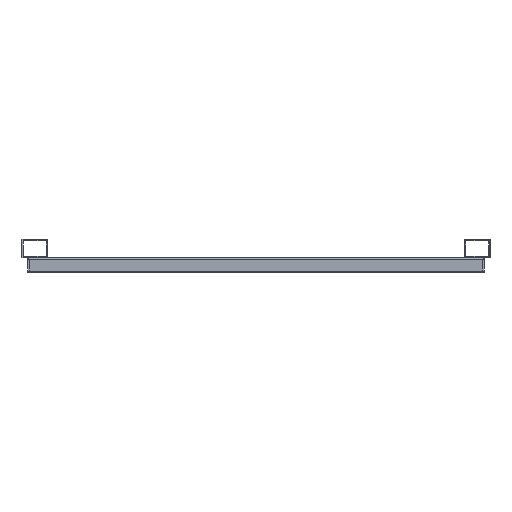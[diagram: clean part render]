
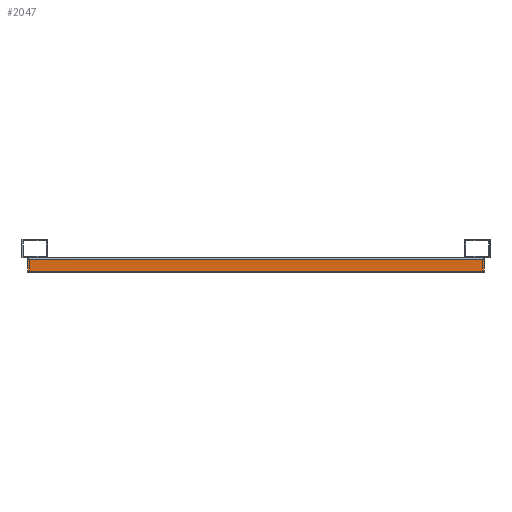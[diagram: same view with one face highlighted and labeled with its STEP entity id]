
A CAD part, left-side view. The second image highlights one B-rep face of the part: STEP entity #2047.
In plain terms, the highlighted planar face has unit normal (-1, 0, 0).
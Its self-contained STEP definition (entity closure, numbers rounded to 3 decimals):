
#56 = ORIENTED_EDGE ( 'NONE', *, *, #2171, .F. ) ;
#127 = CARTESIAN_POINT ( 'NONE',  ( -410., -310., 8. ) ) ;
#213 = VERTEX_POINT ( 'NONE', #3490 ) ;
#240 = VECTOR ( 'NONE', #1283, 1000. ) ;
#370 = LINE ( 'NONE', #3165, #1296 ) ;
#496 = VERTEX_POINT ( 'NONE', #951 ) ;
#518 = AXIS2_PLACEMENT_3D ( 'NONE', #1787, #1521, #3138 ) ;
#651 = EDGE_CURVE ( 'NONE', #213, #1922, #2830, .T. ) ;
#689 = DIRECTION ( 'NONE',  ( 0., 0., -1. ) ) ;
#951 = CARTESIAN_POINT ( 'NONE',  ( -410., 310., 8. ) ) ;
#1000 = CARTESIAN_POINT ( 'NONE',  ( -410., 300., 8. ) ) ;
#1180 = VERTEX_POINT ( 'NONE', #127 ) ;
#1245 = PLANE ( 'NONE',  #518 ) ;
#1283 = DIRECTION ( 'NONE',  ( 0., -1., 0. ) ) ;
#1296 = VECTOR ( 'NONE', #689, 1000. ) ;
#1521 = DIRECTION ( 'NONE',  ( 1., 0., 0. ) ) ;
#1680 = LINE ( 'NONE', #1000, #240 ) ;
#1787 = CARTESIAN_POINT ( 'NONE',  ( -410., 300., -8. ) ) ;
#1852 = DIRECTION ( 'NONE',  ( 0., -1., 0. ) ) ;
#1914 = EDGE_LOOP ( 'NONE', ( #2303, #56, #3204, #3002 ) ) ;
#1922 = VERTEX_POINT ( 'NONE', #2839 ) ;
#2047 = ADVANCED_FACE ( 'NONE', ( #3584 ), #1245, .F. ) ;
#2070 = LINE ( 'NONE', #3278, #2117 ) ;
#2114 = EDGE_CURVE ( 'NONE', #1180, #1922, #370, .T. ) ;
#2117 = VECTOR ( 'NONE', #2439, 1000. ) ;
#2171 = EDGE_CURVE ( 'NONE', #496, #1180, #1680, .T. ) ;
#2303 = ORIENTED_EDGE ( 'NONE', *, *, #2114, .F. ) ;
#2439 = DIRECTION ( 'NONE',  ( 0., 0., 1. ) ) ;
#2567 = VECTOR ( 'NONE', #1852, 1000. ) ;
#2735 = EDGE_CURVE ( 'NONE', #213, #496, #2070, .T. ) ;
#2830 = LINE ( 'NONE', #3515, #2567 ) ;
#2839 = CARTESIAN_POINT ( 'NONE',  ( -410., -310., -8. ) ) ;
#3002 = ORIENTED_EDGE ( 'NONE', *, *, #651, .T. ) ;
#3138 = DIRECTION ( 'NONE',  ( 0., 0., -1. ) ) ;
#3165 = CARTESIAN_POINT ( 'NONE',  ( -410., -310., -8. ) ) ;
#3204 = ORIENTED_EDGE ( 'NONE', *, *, #2735, .F. ) ;
#3278 = CARTESIAN_POINT ( 'NONE',  ( -410., 310., -8. ) ) ;
#3490 = CARTESIAN_POINT ( 'NONE',  ( -410., 310., -8. ) ) ;
#3515 = CARTESIAN_POINT ( 'NONE',  ( -410., 300., -8. ) ) ;
#3584 = FACE_OUTER_BOUND ( 'NONE', #1914, .T. ) ;
